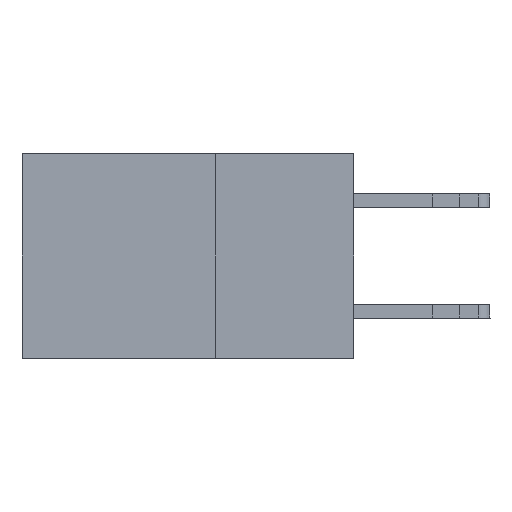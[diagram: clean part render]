
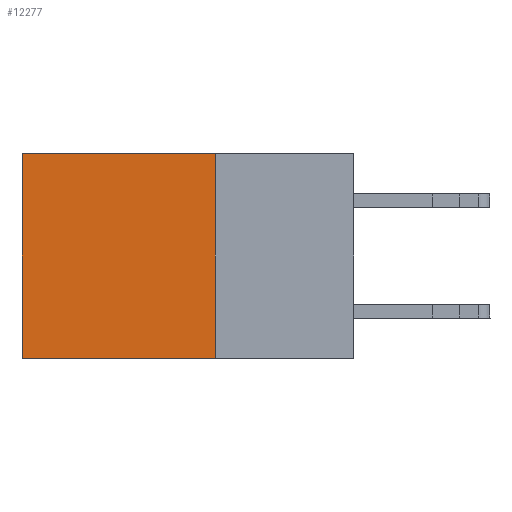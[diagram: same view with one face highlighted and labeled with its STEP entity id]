
A CAD part, left-side view. The second image highlights one B-rep face of the part: STEP entity #12277.
In plain terms, the highlighted planar face has unit normal (-1, 0, 0).
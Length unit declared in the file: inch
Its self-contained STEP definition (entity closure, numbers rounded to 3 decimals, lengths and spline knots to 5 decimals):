
#2764 = DIRECTION ( 'NONE',  ( 0., 1., 0. ) ) ;
#3588 = CARTESIAN_POINT ( 'NONE',  ( 0.2875, 0.25, 0. ) ) ;
#4346 = DIRECTION ( 'NONE',  ( 1., 0., 0. ) ) ;
#4527 = DIRECTION ( 'NONE',  ( 0., 1., 0. ) ) ;
#4768 = CARTESIAN_POINT ( 'NONE',  ( 0.2875, 0.25, 0. ) ) ;
#5765 = VECTOR ( 'NONE', #21950, 39.37008 ) ;
#6039 = VERTEX_POINT ( 'NONE', #8857 ) ;
#6331 = EDGE_LOOP ( 'NONE', ( #12549, #9397, #13374, #33633 ) ) ;
#7523 = CARTESIAN_POINT ( 'NONE',  ( 0.2875, 0.25, 0. ) ) ;
#8857 = CARTESIAN_POINT ( 'NONE',  ( 0.2875, 0.6, 0. ) ) ;
#9101 = EDGE_CURVE ( 'NONE', #6039, #25292, #15118, .T. ) ;
#9397 = ORIENTED_EDGE ( 'NONE', *, *, #15461, .F. ) ;
#11011 = DIRECTION ( 'NONE',  ( 0., 0., -1. ) ) ;
#12277 = ADVANCED_FACE ( 'NONE', ( #32378 ), #20464, .F. ) ;
#12549 = ORIENTED_EDGE ( 'NONE', *, *, #9101, .T. ) ;
#13374 = ORIENTED_EDGE ( 'NONE', *, *, #33263, .F. ) ;
#15118 = LINE ( 'NONE', #20779, #39545 ) ;
#15461 = EDGE_CURVE ( 'NONE', #34235, #25292, #33795, .T. ) ;
#20464 = PLANE ( 'NONE',  #25781 ) ;
#20779 = CARTESIAN_POINT ( 'NONE',  ( 0.2875, 0.6, 0. ) ) ;
#21950 = DIRECTION ( 'NONE',  ( 0., 0., -1. ) ) ;
#23401 = VECTOR ( 'NONE', #2764, 39.37008 ) ;
#25292 = VERTEX_POINT ( 'NONE', #32563 ) ;
#25781 = AXIS2_PLACEMENT_3D ( 'NONE', #4768, #4346, #11011 ) ;
#25890 = LINE ( 'NONE', #7523, #28275 ) ;
#26829 = CARTESIAN_POINT ( 'NONE',  ( 0.2875, 0.25, 0. ) ) ;
#26984 = EDGE_CURVE ( 'NONE', #35648, #6039, #25890, .T. ) ;
#28275 = VECTOR ( 'NONE', #4527, 39.37008 ) ;
#30380 = CARTESIAN_POINT ( 'NONE',  ( 0.2875, 0.25, -0.37 ) ) ;
#31802 = LINE ( 'NONE', #3588, #5765 ) ;
#32378 = FACE_OUTER_BOUND ( 'NONE', #6331, .T. ) ;
#32563 = CARTESIAN_POINT ( 'NONE',  ( 0.2875, 0.6, -0.37 ) ) ;
#33263 = EDGE_CURVE ( 'NONE', #35648, #34235, #31802, .T. ) ;
#33633 = ORIENTED_EDGE ( 'NONE', *, *, #26984, .T. ) ;
#33795 = LINE ( 'NONE', #30380, #23401 ) ;
#34235 = VERTEX_POINT ( 'NONE', #39677 ) ;
#35648 = VERTEX_POINT ( 'NONE', #26829 ) ;
#39523 = DIRECTION ( 'NONE',  ( 0., 0., -1. ) ) ;
#39545 = VECTOR ( 'NONE', #39523, 39.37008 ) ;
#39677 = CARTESIAN_POINT ( 'NONE',  ( 0.2875, 0.25, -0.37 ) ) ;
